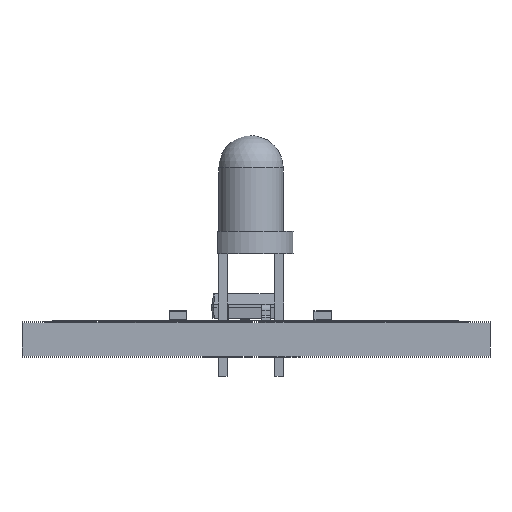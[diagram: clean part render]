
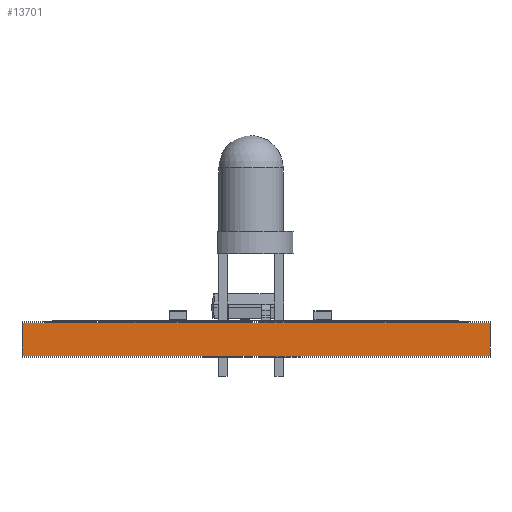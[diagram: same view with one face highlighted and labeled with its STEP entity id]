
A CAD part, front view. The second image highlights one B-rep face of the part: STEP entity #13701.
In plain terms, the highlighted planar face has unit normal (0, -1, 0).
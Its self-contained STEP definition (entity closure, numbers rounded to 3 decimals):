
#13701 = ADVANCED_FACE('',(#13702),#13736,.T.);
#13702 = FACE_BOUND('',#13703,.T.);
#13703 = EDGE_LOOP('',(#13704,#13714,#13722,#13730));
#13704 = ORIENTED_EDGE('',*,*,#13705,.T.);
#13705 = EDGE_CURVE('',#13706,#13708,#13710,.T.);
#13706 = VERTEX_POINT('',#13707);
#13707 = CARTESIAN_POINT('',(128.,-88.,0.));
#13708 = VERTEX_POINT('',#13709);
#13709 = CARTESIAN_POINT('',(128.,-88.,1.51));
#13710 = LINE('',#13711,#13712);
#13711 = CARTESIAN_POINT('',(128.,-88.,0.));
#13712 = VECTOR('',#13713,1.);
#13713 = DIRECTION('',(0.,0.,1.));
#13714 = ORIENTED_EDGE('',*,*,#13715,.T.);
#13715 = EDGE_CURVE('',#13708,#13716,#13718,.T.);
#13716 = VERTEX_POINT('',#13717);
#13717 = CARTESIAN_POINT('',(107.,-88.,1.51));
#13718 = LINE('',#13719,#13720);
#13719 = CARTESIAN_POINT('',(128.,-88.,1.51));
#13720 = VECTOR('',#13721,1.);
#13721 = DIRECTION('',(-1.,0.,0.));
#13722 = ORIENTED_EDGE('',*,*,#13723,.F.);
#13723 = EDGE_CURVE('',#13724,#13716,#13726,.T.);
#13724 = VERTEX_POINT('',#13725);
#13725 = CARTESIAN_POINT('',(107.,-88.,0.));
#13726 = LINE('',#13727,#13728);
#13727 = CARTESIAN_POINT('',(107.,-88.,0.));
#13728 = VECTOR('',#13729,1.);
#13729 = DIRECTION('',(0.,0.,1.));
#13730 = ORIENTED_EDGE('',*,*,#13731,.F.);
#13731 = EDGE_CURVE('',#13706,#13724,#13732,.T.);
#13732 = LINE('',#13733,#13734);
#13733 = CARTESIAN_POINT('',(128.,-88.,0.));
#13734 = VECTOR('',#13735,1.);
#13735 = DIRECTION('',(-1.,0.,0.));
#13736 = PLANE('',#13737);
#13737 = AXIS2_PLACEMENT_3D('',#13738,#13739,#13740);
#13738 = CARTESIAN_POINT('',(128.,-88.,0.));
#13739 = DIRECTION('',(0.,-1.,0.));
#13740 = DIRECTION('',(-1.,0.,0.));
